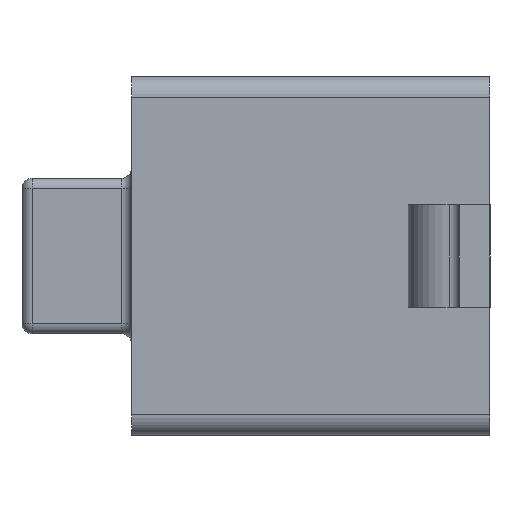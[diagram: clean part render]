
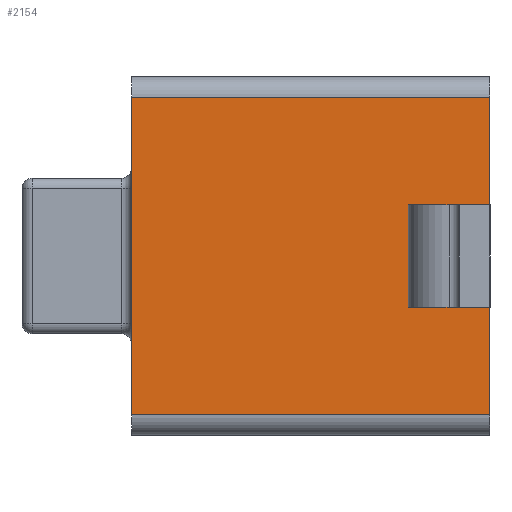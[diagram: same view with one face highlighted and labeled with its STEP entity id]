
A CAD part, left-side view. The second image highlights one B-rep face of the part: STEP entity #2154.
In plain terms, the highlighted planar face has unit normal (-1, 0, 0).
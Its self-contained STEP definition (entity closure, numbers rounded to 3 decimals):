
#58 = FACE_BOUND ( 'NONE', #928, .T. ) ;
#74 = EDGE_CURVE ( 'NONE', #1768, #342, #1569, .T. ) ;
#81 = VERTEX_POINT ( 'NONE', #1775 ) ;
#133 = LINE ( 'NONE', #1773, #216 ) ;
#173 = VERTEX_POINT ( 'NONE', #1171 ) ;
#179 = ORIENTED_EDGE ( 'NONE', *, *, #74, .F. ) ;
#216 = VECTOR ( 'NONE', #1429, 1000. ) ;
#252 = CARTESIAN_POINT ( 'NONE',  ( -3., 0.5, 0.5 ) ) ;
#263 = EDGE_CURVE ( 'NONE', #389, #1993, #133, .T. ) ;
#317 = CARTESIAN_POINT ( 'NONE',  ( -3., 3.5, -1.55 ) ) ;
#342 = VERTEX_POINT ( 'NONE', #506 ) ;
#345 = CARTESIAN_POINT ( 'NONE',  ( -3., 3.5, -1.75 ) ) ;
#351 = DIRECTION ( 'NONE',  ( 0., 0., -1. ) ) ;
#360 = VECTOR ( 'NONE', #1950, 1000. ) ;
#362 = VERTEX_POINT ( 'NONE', #815 ) ;
#385 = LINE ( 'NONE', #899, #1870 ) ;
#389 = VERTEX_POINT ( 'NONE', #317 ) ;
#418 = VERTEX_POINT ( 'NONE', #430 ) ;
#430 = CARTESIAN_POINT ( 'NONE',  ( -3., 0.8, -0.5 ) ) ;
#506 = CARTESIAN_POINT ( 'NONE',  ( -3., 0.8, 0.5 ) ) ;
#515 = CARTESIAN_POINT ( 'NONE',  ( -3., 0.5, -0.5 ) ) ;
#526 = ORIENTED_EDGE ( 'NONE', *, *, #1754, .F. ) ;
#534 = ORIENTED_EDGE ( 'NONE', *, *, #1403, .F. ) ;
#554 = ORIENTED_EDGE ( 'NONE', *, *, #2152, .F. ) ;
#572 = DIRECTION ( 'NONE',  ( 0., 0., 1. ) ) ;
#588 = DIRECTION ( 'NONE',  ( 0., 1., 0. ) ) ;
#658 = VECTOR ( 'NONE', #588, 1000. ) ;
#699 = DIRECTION ( 'NONE',  ( 1., 0., 0. ) ) ;
#749 = LINE ( 'NONE', #515, #1381 ) ;
#776 = EDGE_CURVE ( 'NONE', #389, #362, #385, .T. ) ;
#815 = CARTESIAN_POINT ( 'NONE',  ( -3., 3.5, 1.55 ) ) ;
#849 = DIRECTION ( 'NONE',  ( 0., 0., -1. ) ) ;
#854 = ORIENTED_EDGE ( 'NONE', *, *, #263, .T. ) ;
#855 = DIRECTION ( 'NONE',  ( 0., -1., 0. ) ) ;
#871 = VECTOR ( 'NONE', #351, 1000. ) ;
#878 = ORIENTED_EDGE ( 'NONE', *, *, #1686, .T. ) ;
#899 = CARTESIAN_POINT ( 'NONE',  ( -3., 3.5, -1.75 ) ) ;
#928 = EDGE_LOOP ( 'NONE', ( #179, #526, #534, #554 ) ) ;
#1092 = CARTESIAN_POINT ( 'NONE',  ( -3., 0.5, -0.5 ) ) ;
#1113 = CARTESIAN_POINT ( 'NONE',  ( -3., 0., -1.55 ) ) ;
#1138 = ORIENTED_EDGE ( 'NONE', *, *, #776, .F. ) ;
#1167 = LINE ( 'NONE', #2181, #1486 ) ;
#1171 = CARTESIAN_POINT ( 'NONE',  ( -3., 0.5, -0.5 ) ) ;
#1251 = EDGE_CURVE ( 'NONE', #1993, #81, #1167, .T. ) ;
#1280 = LINE ( 'NONE', #2094, #658 ) ;
#1352 = CARTESIAN_POINT ( 'NONE',  ( -3., 0.8, -0.5 ) ) ;
#1381 = VECTOR ( 'NONE', #855, 1000. ) ;
#1403 = EDGE_CURVE ( 'NONE', #418, #173, #749, .T. ) ;
#1429 = DIRECTION ( 'NONE',  ( 0., -1., 0. ) ) ;
#1456 = DIRECTION ( 'NONE',  ( 0., 0., 1. ) ) ;
#1459 = AXIS2_PLACEMENT_3D ( 'NONE', #345, #699, #849 ) ;
#1486 = VECTOR ( 'NONE', #1456, 1000. ) ;
#1529 = EDGE_LOOP ( 'NONE', ( #1138, #854, #1886, #878 ) ) ;
#1569 = LINE ( 'NONE', #1597, #360 ) ;
#1597 = CARTESIAN_POINT ( 'NONE',  ( -3., 0.5, 0.5 ) ) ;
#1622 = LINE ( 'NONE', #1092, #1925 ) ;
#1655 = FACE_OUTER_BOUND ( 'NONE', #1529, .T. ) ;
#1686 = EDGE_CURVE ( 'NONE', #81, #362, #1280, .T. ) ;
#1689 = PLANE ( 'NONE',  #1459 ) ;
#1736 = DIRECTION ( 'NONE',  ( 0., 0., 1. ) ) ;
#1754 = EDGE_CURVE ( 'NONE', #173, #1768, #1622, .T. ) ;
#1768 = VERTEX_POINT ( 'NONE', #252 ) ;
#1773 = CARTESIAN_POINT ( 'NONE',  ( -3., 3.5, -1.55 ) ) ;
#1775 = CARTESIAN_POINT ( 'NONE',  ( -3., 0., 1.55 ) ) ;
#1814 = LINE ( 'NONE', #1352, #871 ) ;
#1870 = VECTOR ( 'NONE', #1736, 1000. ) ;
#1886 = ORIENTED_EDGE ( 'NONE', *, *, #1251, .T. ) ;
#1925 = VECTOR ( 'NONE', #572, 1000. ) ;
#1950 = DIRECTION ( 'NONE',  ( 0., 1., 0. ) ) ;
#1993 = VERTEX_POINT ( 'NONE', #1113 ) ;
#2094 = CARTESIAN_POINT ( 'NONE',  ( -3., 3.5, 1.55 ) ) ;
#2152 = EDGE_CURVE ( 'NONE', #342, #418, #1814, .T. ) ;
#2154 = ADVANCED_FACE ( 'NONE', ( #1655, #58 ), #1689, .F. ) ;
#2181 = CARTESIAN_POINT ( 'NONE',  ( -3., 0., -1.75 ) ) ;
